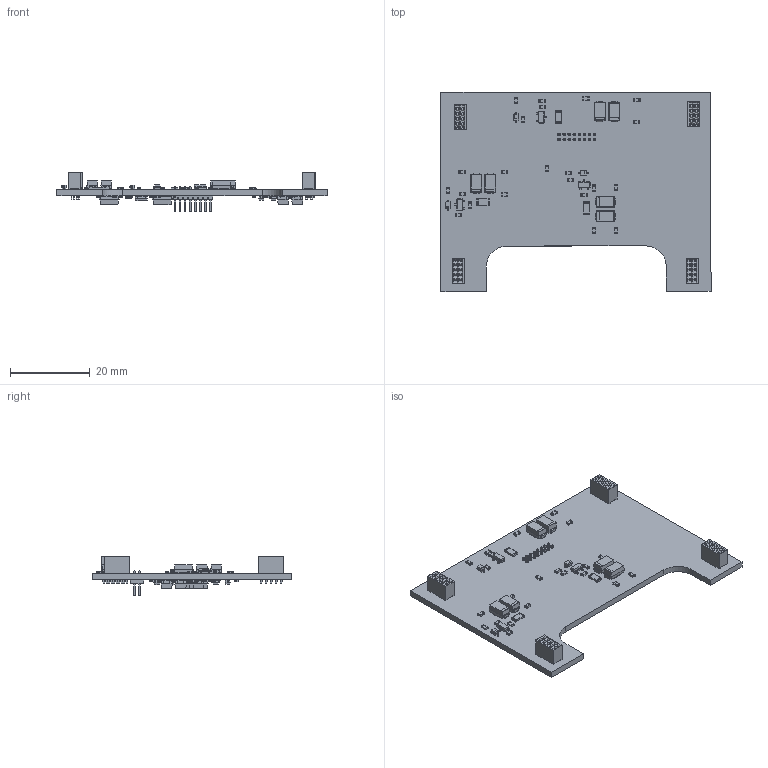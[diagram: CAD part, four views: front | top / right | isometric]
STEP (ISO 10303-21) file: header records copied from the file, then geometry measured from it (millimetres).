
FILE_DESCRIPTION(('FreeCAD Model'),'2;1');
FILE_NAME('Open CASCADE Shape Model','2025-03-23T13:26:44',( 'kicad StepUp'),('ksu MCAD'),'Open CASCADE STEP processor 7.8', 'FreeCAD','Unknown');
FILE_SCHEMA(('AUTOMOTIVE_DESIGN { 1 0 10303 214 1 1 1 1 }'));
Length unit declared in the file: millimetre
Products named in the file (14): DIC_Addon; Local_CS_25db; Board_Geoms_25db; Pcb_25db; Step_Models_25db; Top_25db; Q6_SOT_23_ffd5320711a5; D16_D_SOD_323_d7651d96f6c3; J6_PinSocket_2x05_P127mm_Vertical_83ee9fbb584e; R41_R_0603_1608Metric_127fa2614279; D6_D_SMA_735d77270f2b; TH6_R_1206_3216Metric_a4174fc2a386; Bot_25db; J3_PinHeader_2x08_P127mm_Vertical_13ff719d442c
Assembly tree (83 placements, depth 4):
  DIC_Addon
    Local_CS_25db
    Board_Geoms_25db
      Pcb_25db
    Step_Models_25db
      Top_25db
        Q6_SOT_23_ffd5320711a5  x3
        D16_D_SOD_323_d7651d96f6c3  x3
        J6_PinSocket_2x05_P127mm_Vertical_83ee9fbb584e  x4
        R41_R_0603_1608Metric_127fa2614279  x22
        D6_D_SMA_735d77270f2b  x6
        TH6_R_1206_3216Metric_a4174fc2a386  x3
      Bot_25db
        R41_R_0603_1608Metric_127fa2614279  x20
        D6_D_SMA_735d77270f2b  x6
        D16_D_SOD_323_d7651d96f6c3  x3
        J3_PinHeader_2x08_P127mm_Vertical_13ff719d442c
        Q6_SOT_23_ffd5320711a5  x3
        TH6_R_1206_3216Metric_a4174fc2a386  x3
Bounding box: 67.94 x 50.29 x 10 mm (x, y, z)
Volume: 5351.1 mm3; surface area: 8760.4 mm2
Topology: 78 solids, 78 shells, 4286 faces, 10836 edges, 6876 vertices
Faces by surface type: plane 3238, cylinder 610, bspline 438
Full cylindrical faces by diameter (mm): 0.65 x16, 0.7 x40
Entity records: 36914 total; most frequent: CARTESIAN_POINT 5231, ORIENTED_EDGE 4780, DIRECTION 4470, EDGE_CURVE 2390, LINE 2108, VECTOR 2108, VERTEX_POINT 1506, AXIS2_PLACEMENT_3D 1181
